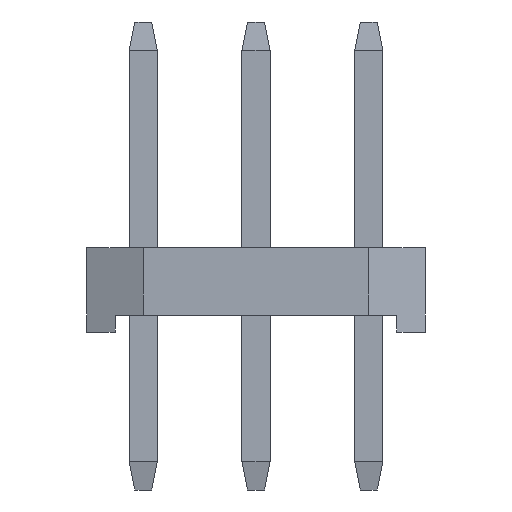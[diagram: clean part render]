
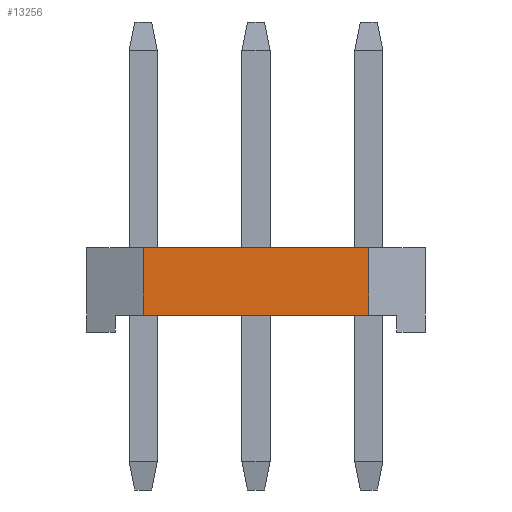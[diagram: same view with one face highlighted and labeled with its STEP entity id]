
A CAD part, left-side view. The second image highlights one B-rep face of the part: STEP entity #13256.
In plain terms, the highlighted planar face has unit normal (-1, 0, 0).
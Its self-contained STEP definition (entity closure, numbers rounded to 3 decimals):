
#10724=CARTESIAN_POINT('',(-20.,-2.,1.5));
#10725=VERTEX_POINT('',#10724);
#10732=CARTESIAN_POINT('',(-20.,-2.,0.3));
#10733=VERTEX_POINT('',#10732);
#10734=CARTESIAN_POINT('',(-20.,-2.,1.5));
#10735=DIRECTION('',(0.,0.,-1.));
#10736=VECTOR('',#10735,1.2);
#10737=LINE('',#10734,#10736);
#10738=EDGE_CURVE('',#10725,#10733,#10737,.T.);
#13209=CARTESIAN_POINT('',(-20.,2.,0.3));
#13210=VERTEX_POINT('',#13209);
#13217=CARTESIAN_POINT('',(-20.,2.,1.5));
#13218=VERTEX_POINT('',#13217);
#13219=CARTESIAN_POINT('',(-20.,2.,0.3));
#13220=DIRECTION('',(0.,0.,1.));
#13221=VECTOR('',#13220,1.2);
#13222=LINE('',#13219,#13221);
#13223=EDGE_CURVE('',#13210,#13218,#13222,.T.);
#13235=CARTESIAN_POINT('',(-20.,0.,0.75));
#13236=DIRECTION('',(0.,-1.,0.));
#13237=DIRECTION('',(-1.,0.,0.));
#13238=AXIS2_PLACEMENT_3D('',#13235,#13237,#13236);
#13239=PLANE('',#13238);
#13240=CARTESIAN_POINT('',(-20.,-2.,1.5));
#13241=DIRECTION('',(0.,1.,0.));
#13242=VECTOR('',#13241,4.);
#13243=LINE('',#13240,#13242);
#13244=EDGE_CURVE('',#10725,#13218,#13243,.T.);
#13245=ORIENTED_EDGE('',*,*,#13244,.T.);
#13246=ORIENTED_EDGE('',*,*,#13223,.F.);
#13247=CARTESIAN_POINT('',(-20.,2.,0.3));
#13248=DIRECTION('',(0.,-1.,0.));
#13249=VECTOR('',#13248,4.);
#13250=LINE('',#13247,#13249);
#13251=EDGE_CURVE('',#13210,#10733,#13250,.T.);
#13252=ORIENTED_EDGE('',*,*,#13251,.T.);
#13253=ORIENTED_EDGE('',*,*,#10738,.F.);
#13254=EDGE_LOOP('',(#13245,#13246,#13252,#13253));
#13255=FACE_OUTER_BOUND('',#13254,.T.);
#13256=ADVANCED_FACE('',(#13255),#13239,.T.);
